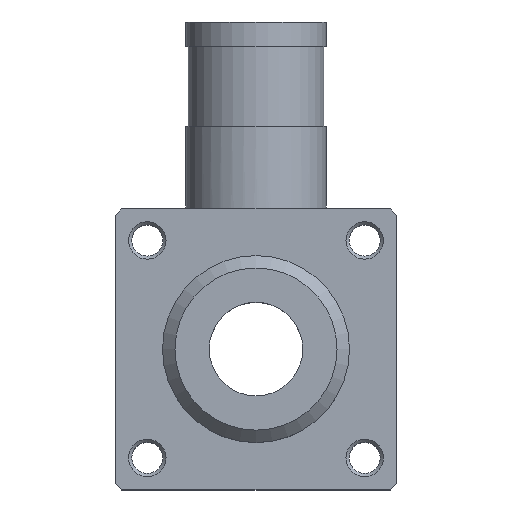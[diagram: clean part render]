
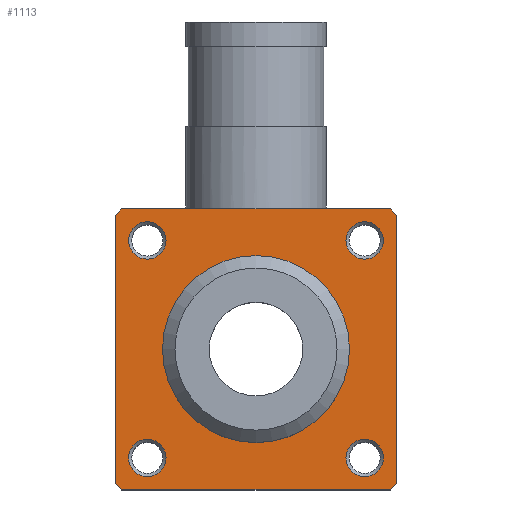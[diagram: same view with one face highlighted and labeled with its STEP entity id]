
A CAD part, top view. The second image highlights one B-rep face of the part: STEP entity #1113.
In plain terms, the highlighted planar face has unit normal (0, 0, 1).
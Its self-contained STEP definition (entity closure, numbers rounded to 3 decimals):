
#160=CARTESIAN_POINT('',(-23.25,2.75,70.0));
#161=VERTEX_POINT('',#160);
#162=CARTESIAN_POINT('',(-23.25,6.75,70.));
#163=DIRECTION('',(0.0,0.0,-1.0));
#164=DIRECTION('',(0.0,-1.0,0.0));
#165=AXIS2_PLACEMENT_3D('',#162,#163,#164);
#166=CIRCLE('',#165,4.);
#167=EDGE_CURVE('',#161,#161,#166,.T.);
#228=CARTESIAN_POINT('',(-27.25,53.25,70.0));
#229=VERTEX_POINT('',#228);
#230=CARTESIAN_POINT('',(-23.25,53.25,70.));
#231=DIRECTION('',(0.0,0.0,-1.0));
#232=DIRECTION('',(-1.0,0.0,0.0));
#233=AXIS2_PLACEMENT_3D('',#230,#231,#232);
#234=CIRCLE('',#233,4.);
#235=EDGE_CURVE('',#229,#229,#234,.T.);
#296=CARTESIAN_POINT('',(23.25,57.25,70.0));
#297=VERTEX_POINT('',#296);
#298=CARTESIAN_POINT('',(23.25,53.25,70.));
#299=DIRECTION('',(0.0,0.0,-1.0));
#300=DIRECTION('',(0.0,1.0,0.0));
#301=AXIS2_PLACEMENT_3D('',#298,#299,#300);
#302=CIRCLE('',#301,4.);
#303=EDGE_CURVE('',#297,#297,#302,.T.);
#364=CARTESIAN_POINT('',(27.25,6.75,70.0));
#365=VERTEX_POINT('',#364);
#366=CARTESIAN_POINT('',(23.25,6.75,70.));
#367=DIRECTION('',(0.0,0.0,-1.0));
#368=DIRECTION('',(1.0,0.0,0.0));
#369=AXIS2_PLACEMENT_3D('',#366,#367,#368);
#370=CIRCLE('',#369,4.);
#371=EDGE_CURVE('',#365,#365,#370,.T.);
#887=CARTESIAN_POINT('',(-28.667,60.0,70.0));
#888=VERTEX_POINT('',#887);
#895=CARTESIAN_POINT('',(28.667,60.0,70.0));
#896=VERTEX_POINT('',#895);
#897=CARTESIAN_POINT('',(28.667,60.0,70.0));
#898=DIRECTION('',(-1.0,0.0,0.0));
#899=VECTOR('',#898,57.333);
#900=LINE('',#897,#899);
#901=EDGE_CURVE('',#896,#888,#900,.T.);
#1028=CARTESIAN_POINT('',(0.,30.,70.));
#1029=DIRECTION('',(0.0,0.0,1.0));
#1030=DIRECTION('',(1.0,0.0,0.0));
#1031=AXIS2_PLACEMENT_3D('',#1028,#1029,#1030);
#1032=PLANE('',#1031);
#1033=CARTESIAN_POINT('',(-30.0,58.667,70.0));
#1034=VERTEX_POINT('',#1033);
#1035=CARTESIAN_POINT('',(-30.0,1.333,70.0));
#1036=VERTEX_POINT('',#1035);
#1037=CARTESIAN_POINT('',(-30.0,58.667,70.0));
#1038=DIRECTION('',(0.0,-1.0,0.0));
#1039=VECTOR('',#1038,57.333);
#1040=LINE('',#1037,#1039);
#1041=EDGE_CURVE('',#1034,#1036,#1040,.T.);
#1042=ORIENTED_EDGE('',*,*,#1041,.T.);
#1043=CARTESIAN_POINT('',(-28.667,0.0,70.0));
#1044=VERTEX_POINT('',#1043);
#1045=CARTESIAN_POINT('',(-30.0,1.333,70.0));
#1046=DIRECTION('',(0.707,-0.707,0.0));
#1047=VECTOR('',#1046,1.886);
#1048=LINE('',#1045,#1047);
#1049=EDGE_CURVE('',#1036,#1044,#1048,.T.);
#1050=ORIENTED_EDGE('',*,*,#1049,.T.);
#1051=CARTESIAN_POINT('',(28.667,0.0,70.0));
#1052=VERTEX_POINT('',#1051);
#1053=CARTESIAN_POINT('',(-28.667,0.0,70.0));
#1054=DIRECTION('',(1.0,0.0,0.0));
#1055=VECTOR('',#1054,57.333);
#1056=LINE('',#1053,#1055);
#1057=EDGE_CURVE('',#1044,#1052,#1056,.T.);
#1058=ORIENTED_EDGE('',*,*,#1057,.T.);
#1059=CARTESIAN_POINT('',(30.0,1.333,70.0));
#1060=VERTEX_POINT('',#1059);
#1061=CARTESIAN_POINT('',(28.667,0.0,70.0));
#1062=DIRECTION('',(0.707,0.707,0.0));
#1063=VECTOR('',#1062,1.886);
#1064=LINE('',#1061,#1063);
#1065=EDGE_CURVE('',#1052,#1060,#1064,.T.);
#1066=ORIENTED_EDGE('',*,*,#1065,.T.);
#1067=CARTESIAN_POINT('',(30.0,58.667,70.0));
#1068=VERTEX_POINT('',#1067);
#1069=CARTESIAN_POINT('',(30.0,1.333,70.0));
#1070=DIRECTION('',(0.0,1.0,0.0));
#1071=VECTOR('',#1070,57.333);
#1072=LINE('',#1069,#1071);
#1073=EDGE_CURVE('',#1060,#1068,#1072,.T.);
#1074=ORIENTED_EDGE('',*,*,#1073,.T.);
#1075=CARTESIAN_POINT('',(30.0,58.667,70.0));
#1076=DIRECTION('',(-0.707,0.707,0.0));
#1077=VECTOR('',#1076,1.886);
#1078=LINE('',#1075,#1077);
#1079=EDGE_CURVE('',#1068,#896,#1078,.T.);
#1080=ORIENTED_EDGE('',*,*,#1079,.T.);
#1081=ORIENTED_EDGE('',*,*,#901,.T.);
#1082=CARTESIAN_POINT('',(-28.667,60.0,70.0));
#1083=DIRECTION('',(-0.707,-0.707,0.0));
#1084=VECTOR('',#1083,1.886);
#1085=LINE('',#1082,#1084);
#1086=EDGE_CURVE('',#888,#1034,#1085,.T.);
#1087=ORIENTED_EDGE('',*,*,#1086,.T.);
#1088=EDGE_LOOP('',(#1042,#1050,#1058,#1066,#1074,#1080,#1081,#1087));
#1089=FACE_OUTER_BOUND('',#1088,.T.);
#1090=ORIENTED_EDGE('',*,*,#167,.T.);
#1091=EDGE_LOOP('',(#1090));
#1092=FACE_BOUND('',#1091,.T.);
#1093=ORIENTED_EDGE('',*,*,#235,.T.);
#1094=EDGE_LOOP('',(#1093));
#1095=FACE_BOUND('',#1094,.T.);
#1096=ORIENTED_EDGE('',*,*,#303,.T.);
#1097=EDGE_LOOP('',(#1096));
#1098=FACE_BOUND('',#1097,.T.);
#1099=ORIENTED_EDGE('',*,*,#371,.T.);
#1100=EDGE_LOOP('',(#1099));
#1101=FACE_BOUND('',#1100,.T.);
#1102=CARTESIAN_POINT('',(-20.0,30.,70.));
#1103=VERTEX_POINT('',#1102);
#1104=CARTESIAN_POINT('',(0.0,30.0,70.));
#1105=DIRECTION('',(0.0,0.0,1.0));
#1106=DIRECTION('',(1.0,0.0,0.0));
#1107=AXIS2_PLACEMENT_3D('',#1104,#1105,#1106);
#1108=CIRCLE('',#1107,20.0);
#1109=EDGE_CURVE('',#1103,#1103,#1108,.T.);
#1110=ORIENTED_EDGE('',*,*,#1109,.F.);
#1111=EDGE_LOOP('',(#1110));
#1112=FACE_BOUND('',#1111,.T.);
#1113=ADVANCED_FACE('',(#1089,#1092,#1095,#1098,#1101,#1112),#1032,.T.);
